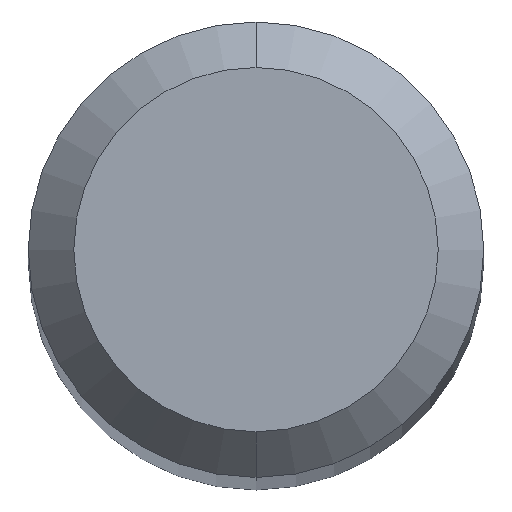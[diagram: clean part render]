
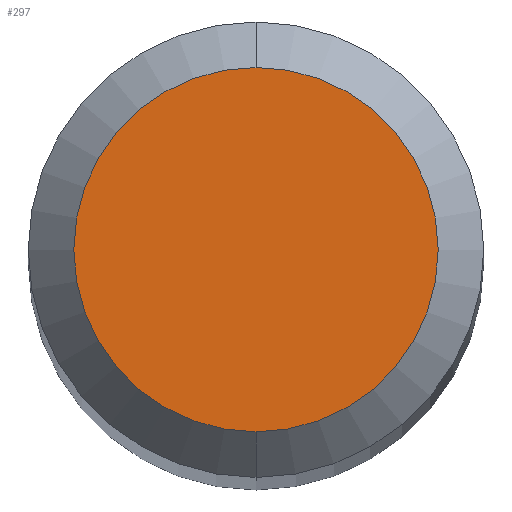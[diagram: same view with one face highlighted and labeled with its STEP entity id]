
A CAD part, top view. The second image highlights one B-rep face of the part: STEP entity #297.
In plain terms, the highlighted planar face has unit normal (0, 0, 1).
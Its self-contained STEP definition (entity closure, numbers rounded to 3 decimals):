
#263=VERTEX_POINT('',#582);
#297=ADVANCED_FACE('',(#620),#621,.T.);
#309=EDGE_CURVE('',#263,#449,#634,.T.);
#427=EDGE_CURVE('',#449,#263,#762,.T.);
#449=VERTEX_POINT('',#786);
#582=CARTESIAN_POINT('',(0.,-1.2,0.0));
#620=FACE_OUTER_BOUND('',#1064,.T.);
#621=PLANE('',#1065);
#634=CIRCLE('',#1107,1.2);
#762=CIRCLE('',#1376,1.2);
#786=CARTESIAN_POINT('',(0.0,1.2,0.0));
#1064=EDGE_LOOP('',(#1630,#1631));
#1065=AXIS2_PLACEMENT_3D('',#1632,#1633,#1634);
#1107=AXIS2_PLACEMENT_3D('',#1644,#1645,#1646);
#1376=AXIS2_PLACEMENT_3D('',#1775,#1776,#1777);
#1630=ORIENTED_EDGE('',*,*,#427,.F.);
#1631=ORIENTED_EDGE('',*,*,#309,.F.);
#1632=CARTESIAN_POINT('',(0.0,0.6,0.0));
#1633=DIRECTION('',(-0.0,0.0,1.0));
#1634=DIRECTION('',(0.0,-1.0,0.0));
#1644=CARTESIAN_POINT('',(0.0,0.0,0.0));
#1645=DIRECTION('',(0.0,0.0,-1.0));
#1646=DIRECTION('',(0.0,1.0,0.0));
#1775=CARTESIAN_POINT('',(0.0,0.0,0.0));
#1776=DIRECTION('',(0.0,0.0,-1.0));
#1777=DIRECTION('',(0.0,1.0,0.0));
